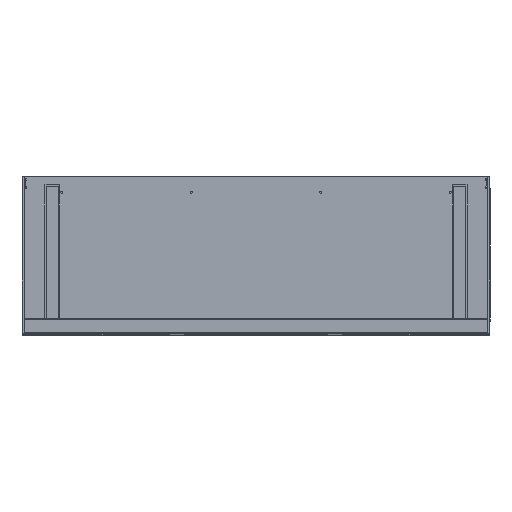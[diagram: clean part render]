
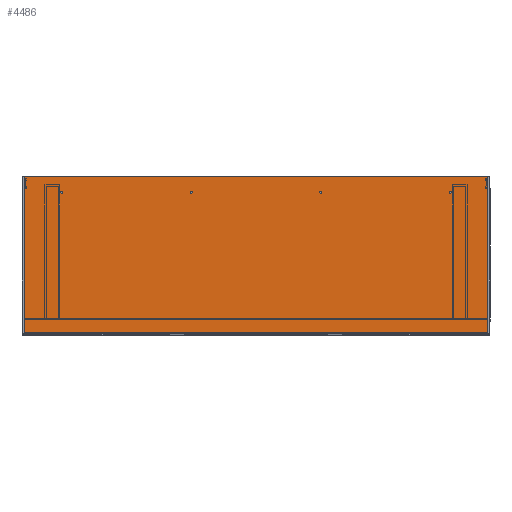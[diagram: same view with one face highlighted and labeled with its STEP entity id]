
A CAD part, top view. The second image highlights one B-rep face of the part: STEP entity #4486.
In plain terms, the highlighted face is planar.
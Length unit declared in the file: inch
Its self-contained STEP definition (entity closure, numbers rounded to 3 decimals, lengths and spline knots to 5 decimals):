
#381=LINE('',#7297,#756);
#384=LINE('',#7302,#759);
#386=LINE('',#7306,#761);
#388=LINE('',#7309,#763);
#756=VECTOR('',#6009,39.37008);
#759=VECTOR('',#6014,39.37008);
#761=VECTOR('',#6018,39.37008);
#763=VECTOR('',#6022,39.37008);
#1116=PLANE('',#5465);
#1303=FACE_BOUND('',#1752,.T.);
#1304=FACE_BOUND('',#1753,.T.);
#1305=FACE_BOUND('',#1754,.T.);
#1306=FACE_BOUND('',#1755,.T.);
#1481=FACE_OUTER_BOUND('',#1751,.T.);
#1751=EDGE_LOOP('',(#3256,#3257,#3258,#3259));
#1752=EDGE_LOOP('',(#3260));
#1753=EDGE_LOOP('',(#3261));
#1754=EDGE_LOOP('',(#3262));
#1755=EDGE_LOOP('',(#3263));
#2130=CIRCLE('',#5450,0.125);
#2132=CIRCLE('',#5453,0.125);
#2134=CIRCLE('',#5456,0.125);
#2136=CIRCLE('',#5459,0.125);
#2270=VERTEX_POINT('',#7268);
#2272=VERTEX_POINT('',#7273);
#2274=VERTEX_POINT('',#7278);
#2276=VERTEX_POINT('',#7283);
#2281=VERTEX_POINT('',#7295);
#2282=VERTEX_POINT('',#7296);
#2283=VERTEX_POINT('',#7301);
#2284=VERTEX_POINT('',#7305);
#2662=EDGE_CURVE('',#2270,#2270,#2130,.T.);
#2664=EDGE_CURVE('',#2272,#2272,#2132,.T.);
#2666=EDGE_CURVE('',#2274,#2274,#2134,.T.);
#2668=EDGE_CURVE('',#2276,#2276,#2136,.T.);
#2673=EDGE_CURVE('',#2281,#2282,#381,.T.);
#2676=EDGE_CURVE('',#2282,#2283,#384,.T.);
#2678=EDGE_CURVE('',#2284,#2283,#386,.T.);
#2680=EDGE_CURVE('',#2281,#2284,#388,.T.);
#3256=ORIENTED_EDGE('',*,*,#2678,.T.);
#3257=ORIENTED_EDGE('',*,*,#2676,.F.);
#3258=ORIENTED_EDGE('',*,*,#2673,.F.);
#3259=ORIENTED_EDGE('',*,*,#2680,.T.);
#3260=ORIENTED_EDGE('',*,*,#2662,.T.);
#3261=ORIENTED_EDGE('',*,*,#2664,.T.);
#3262=ORIENTED_EDGE('',*,*,#2666,.T.);
#3263=ORIENTED_EDGE('',*,*,#2668,.T.);
#4486=ADVANCED_FACE('',(#1481,#1303,#1304,#1305,#1306),#1116,.T.);
#5450=AXIS2_PLACEMENT_3D('',#7269,#5981,#5982);
#5453=AXIS2_PLACEMENT_3D('',#7274,#5987,#5988);
#5456=AXIS2_PLACEMENT_3D('',#7279,#5993,#5994);
#5459=AXIS2_PLACEMENT_3D('',#7284,#5999,#6000);
#5465=AXIS2_PLACEMENT_3D('',#7310,#6023,#6024);
#5981=DIRECTION('center_axis',(0.,1.,0.));
#5982=DIRECTION('ref_axis',(0.,0.,-1.));
#5987=DIRECTION('center_axis',(0.,1.,0.));
#5988=DIRECTION('ref_axis',(0.,0.,-1.));
#5993=DIRECTION('center_axis',(0.,1.,0.));
#5994=DIRECTION('ref_axis',(0.,0.,-1.));
#5999=DIRECTION('center_axis',(0.,1.,0.));
#6000=DIRECTION('ref_axis',(0.,0.,-1.));
#6009=DIRECTION('',(0.,0.,1.));
#6014=DIRECTION('',(1.,0.,0.));
#6018=DIRECTION('',(0.,0.,1.));
#6022=DIRECTION('',(1.,0.,0.));
#6023=DIRECTION('center_axis',(0.,-1.,0.));
#6024=DIRECTION('ref_axis',(0.,0.,-1.));
#7268=CARTESIAN_POINT('',(70.75,-0.25,16.75));
#7269=CARTESIAN_POINT('Origin',(70.75,-0.25,16.875));
#7273=CARTESIAN_POINT('',(86.25,-0.25,16.75));
#7274=CARTESIAN_POINT('Origin',(86.25,-0.25,16.875));
#7278=CARTESIAN_POINT('',(101.75,-0.25,16.75));
#7279=CARTESIAN_POINT('Origin',(101.75,-0.25,16.875));
#7283=CARTESIAN_POINT('',(117.25,-0.25,16.75));
#7284=CARTESIAN_POINT('Origin',(117.25,-0.25,16.875));
#7295=CARTESIAN_POINT('',(66.25,-0.25,0.));
#7296=CARTESIAN_POINT('',(66.25,-0.25,18.75));
#7297=CARTESIAN_POINT('',(66.25,-0.25,9.375));
#7301=CARTESIAN_POINT('',(121.75,-0.25,18.75));
#7302=CARTESIAN_POINT('',(94.,-0.25,18.75));
#7305=CARTESIAN_POINT('',(121.75,-0.25,0.));
#7306=CARTESIAN_POINT('',(121.75,-0.25,9.375));
#7309=CARTESIAN_POINT('',(94.,-0.25,0.));
#7310=CARTESIAN_POINT('Origin',(94.,-0.25,9.375));
